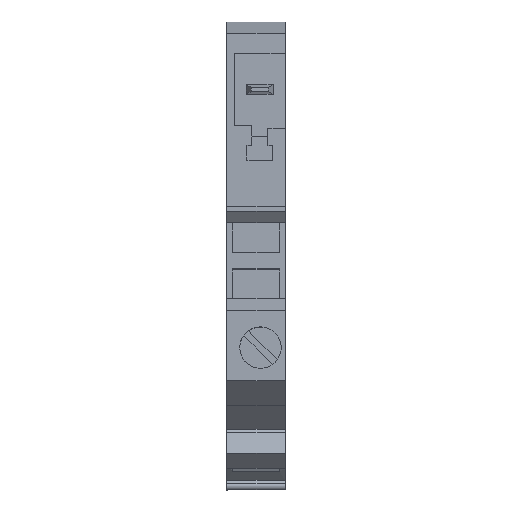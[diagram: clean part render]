
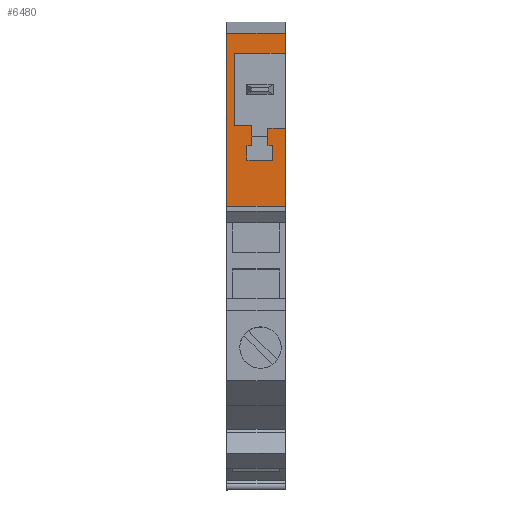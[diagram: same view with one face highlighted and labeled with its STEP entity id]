
A CAD part, top view. The second image highlights one B-rep face of the part: STEP entity #6480.
In plain terms, the highlighted face is planar.
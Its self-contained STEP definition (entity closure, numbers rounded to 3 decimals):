
#530=CARTESIAN_POINT('',(36.217,20.372,0.));
#540=DIRECTION('',(0.,0.,-1.));
#550=VECTOR('',#540,1.);
#560=LINE('',#530,#550);
#570=CARTESIAN_POINT('',(36.217,20.372,
-2.));
#580=VERTEX_POINT('',#570);
#590=CARTESIAN_POINT('',(36.217,20.372,
-8.15));
#600=VERTEX_POINT('',#590);
#610=EDGE_CURVE('',#580,#600,#560,.T.);
#5220=CARTESIAN_POINT('',(52.767,20.372,
-7.35));
#5230=DIRECTION('',(-0.,1.,0.));
#5240=DIRECTION('',(1.,0.,0.));
#5250=AXIS2_PLACEMENT_3D('',#5220,#5230,#5240);
#5260=PLANE('',#5250);
#5270=CARTESIAN_POINT('',(0.,20.372,-8.15));
#5280=DIRECTION('',(1.,0.,0.));
#5290=VECTOR('',#5280,1.);
#5300=LINE('',#5270,#5290);
#5310=CARTESIAN_POINT('',(54.392,20.372,
-8.15));
#5320=VERTEX_POINT('',#5310);
#5330=EDGE_CURVE('',#600,#5320,#5300,.T.);
#5340=ORIENTED_EDGE('',*,*,#5330,.F.);
#5350=CARTESIAN_POINT('',(54.392,20.372,0.));
#5360=DIRECTION('',(0.,0.,1.));
#5370=VECTOR('',#5360,1.);
#5380=LINE('',#5350,#5370);
#5390=CARTESIAN_POINT('',(54.392,20.372,
-2.));
#5400=VERTEX_POINT('',#5390);
#5410=EDGE_CURVE('',#5320,#5400,#5380,.T.);
#5420=ORIENTED_EDGE('',*,*,#5410,.F.);
#5430=CARTESIAN_POINT('',(0.,20.372,-2.));
#5440=DIRECTION('',(1.,0.,0.));
#5450=VECTOR('',#5440,1.);
#5460=LINE('',#5430,#5450);
#5470=CARTESIAN_POINT('',(52.317,20.372,
-2.));
#5480=VERTEX_POINT('',#5470);
#5490=EDGE_CURVE('',#5480,#5400,#5460,.T.);
#5500=ORIENTED_EDGE('',*,*,#5490,.T.);
#5510=CARTESIAN_POINT('',(52.317,20.372,0.));
#5520=DIRECTION('',(0.,0.,-1.));
#5530=VECTOR('',#5520,1.);
#5540=LINE('',#5510,#5530);
#5550=CARTESIAN_POINT('',(52.317,20.372,
-7.35));
#5560=VERTEX_POINT('',#5550);
#5570=EDGE_CURVE('',#5480,#5560,#5540,.T.);
#5580=ORIENTED_EDGE('',*,*,#5570,.F.);
#5590=CARTESIAN_POINT('',(0.,20.372,-7.35));
#5600=DIRECTION('',(-1.,0.,0.));
#5610=VECTOR('',#5600,1.);
#5620=LINE('',#5590,#5610);
#5630=CARTESIAN_POINT('',(44.717,20.372,
-7.35));
#5640=VERTEX_POINT('',#5630);
#5650=EDGE_CURVE('',#5560,#5640,#5620,.T.);
#5660=ORIENTED_EDGE('',*,*,#5650,.F.);
#5670=CARTESIAN_POINT('',(44.717,20.372,0.));
#5680=DIRECTION('',(0.,0.,1.));
#5690=VECTOR('',#5680,1.);
#5700=LINE('',#5670,#5690);
#5710=CARTESIAN_POINT('',(44.717,20.372,
-5.525));
#5720=VERTEX_POINT('',#5710);
#5730=EDGE_CURVE('',#5640,#5720,#5700,.T.);
#5740=ORIENTED_EDGE('',*,*,#5730,.F.);
#5750=CARTESIAN_POINT('',(0.,20.372,-5.525));
#5760=DIRECTION('',(-1.,0.,0.));
#5770=VECTOR('',#5760,1.);
#5780=LINE('',#5750,#5770);
#5790=CARTESIAN_POINT('',(42.617,20.372,
-5.525));
#5800=VERTEX_POINT('',#5790);
#5810=EDGE_CURVE('',#5720,#5800,#5780,.T.);
#5820=ORIENTED_EDGE('',*,*,#5810,.F.);
#5830=CARTESIAN_POINT('',(42.617,20.372,0.));
#5840=DIRECTION('',(0.,0.,-1.));
#5850=VECTOR('',#5840,1.);
#5860=LINE('',#5830,#5850);
#5870=CARTESIAN_POINT('',(42.617,20.372,
-6.025));
#5880=VERTEX_POINT('',#5870);
#5890=EDGE_CURVE('',#5800,#5880,#5860,.T.);
#5900=ORIENTED_EDGE('',*,*,#5890,.F.);
#5910=CARTESIAN_POINT('',(0.,20.372,-6.025));
#5920=DIRECTION('',(-1.,0.,0.));
#5930=VECTOR('',#5920,1.);
#5940=LINE('',#5910,#5930);
#5950=CARTESIAN_POINT('',(41.067,20.372,
-6.025));
#5960=VERTEX_POINT('',#5950);
#5970=EDGE_CURVE('',#5880,#5960,#5940,.T.);
#5980=ORIENTED_EDGE('',*,*,#5970,.F.);
#5990=CARTESIAN_POINT('',(41.067,20.372,0.));
#6000=DIRECTION('',(0.,0.,1.));
#6010=VECTOR('',#6000,1.);
#6020=LINE('',#5990,#6010);
#6030=CARTESIAN_POINT('',(41.067,20.372,
-3.325));
#6040=VERTEX_POINT('',#6030);
#6050=EDGE_CURVE('',#5960,#6040,#6020,.T.);
#6060=ORIENTED_EDGE('',*,*,#6050,.F.);
#6070=CARTESIAN_POINT('',(0.,20.372,-3.325));
#6080=DIRECTION('',(1.,0.,0.));
#6090=VECTOR('',#6080,1.);
#6100=LINE('',#6070,#6090);
#6110=CARTESIAN_POINT('',(42.617,20.372,
-3.325));
#6120=VERTEX_POINT('',#6110);
#6130=EDGE_CURVE('',#6040,#6120,#6100,.T.);
#6140=ORIENTED_EDGE('',*,*,#6130,.F.);
#6150=CARTESIAN_POINT('',(42.617,20.372,0.));
#6160=DIRECTION('',(0.,0.,-1.));
#6170=VECTOR('',#6160,1.);
#6180=LINE('',#6150,#6170);
#6190=CARTESIAN_POINT('',(42.617,20.372,
-3.825));
#6200=VERTEX_POINT('',#6190);
#6210=EDGE_CURVE('',#6120,#6200,#6180,.T.);
#6220=ORIENTED_EDGE('',*,*,#6210,.F.);
#6230=CARTESIAN_POINT('',(0.,20.372,-3.825));
#6240=DIRECTION('',(1.,0.,0.));
#6250=VECTOR('',#6240,1.);
#6260=LINE('',#6230,#6250);
#6270=CARTESIAN_POINT('',(44.417,20.372,
-3.825));
#6280=VERTEX_POINT('',#6270);
#6290=EDGE_CURVE('',#6200,#6280,#6260,.T.);
#6300=ORIENTED_EDGE('',*,*,#6290,.F.);
#6310=CARTESIAN_POINT('',(44.417,20.372,0.));
#6320=DIRECTION('',(0.,0.,1.));
#6330=VECTOR('',#6320,1.);
#6340=LINE('',#6310,#6330);
#6350=CARTESIAN_POINT('',(44.417,20.372,
-2.));
#6360=VERTEX_POINT('',#6350);
#6370=EDGE_CURVE('',#6280,#6360,#6340,.T.);
#6380=ORIENTED_EDGE('',*,*,#6370,.F.);
#6390=CARTESIAN_POINT('',(0.,20.372,-2.));
#6400=DIRECTION('',(1.,0.,0.));
#6410=VECTOR('',#6400,1.);
#6420=LINE('',#6390,#6410);
#6430=EDGE_CURVE('',#580,#6360,#6420,.T.);
#6440=ORIENTED_EDGE('',*,*,#6430,.T.);
#6450=ORIENTED_EDGE('',*,*,#610,.F.);
#6460=EDGE_LOOP('',(#6450,#6440,#6380,#6300,#6220,#6140,#6060,#5980,
#5900,#5820,#5740,#5660,#5580,#5500,#5420,#5340));
#6470=FACE_OUTER_BOUND('',#6460,.T.);
#6480=ADVANCED_FACE('',(#6470),#5260,.T.);
